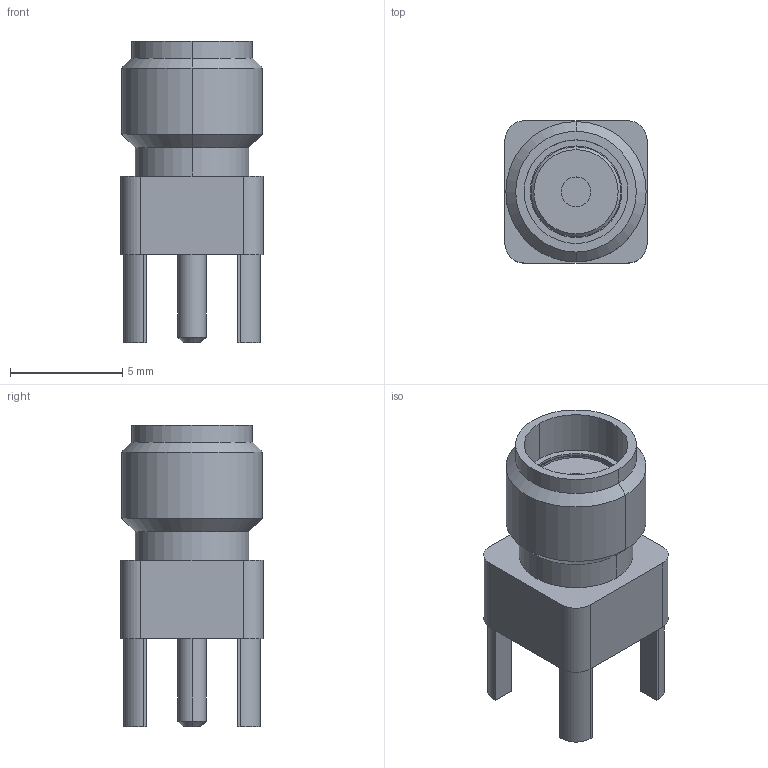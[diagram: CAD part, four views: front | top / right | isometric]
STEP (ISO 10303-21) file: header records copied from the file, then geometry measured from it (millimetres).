
FILE_DESCRIPTION((''),'2;1');
FILE_NAME('C-221789-1','2018-02-21T',('workeradm'),('TE Connectivity Ltd.'),'CREO PARAMETRIC BY PTC INC, 2016050','CREO PARAMETRIC BY PTC INC, 2016050','');
FILE_SCHEMA(('AUTOMOTIVE_DESIGN { 1 0 10303 214 1 1 1 1 }'));
Length unit declared in the file: millimetre
Products named in the file (1): C-221789-1
Bounding box: 6.35 x 6.35 x 13.46 mm (x, y, z)
Volume: 283 mm3; surface area: 391.7 mm2
Topology: 1 solids, 1 shells, 64 faces, 144 edges, 92 vertices
Faces by surface type: plane 32, cylinder 24, cone 8
Entity records: 1828 total; most frequent: DIRECTION 324, CARTESIAN_POINT 302, ORIENTED_EDGE 288, EDGE_CURVE 144, AXIS2_PLACEMENT_3D 116, VECTOR 92, LINE 92, VERTEX_POINT 92
